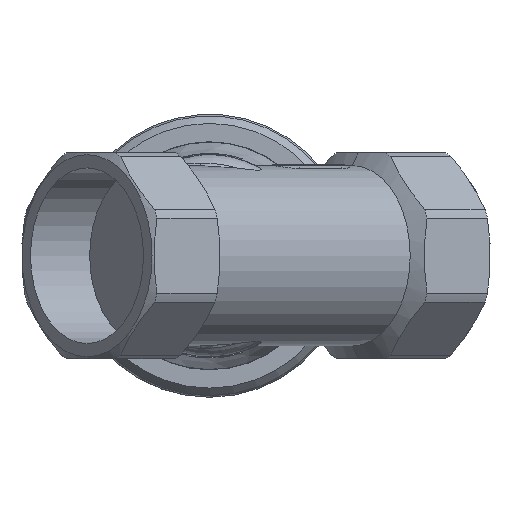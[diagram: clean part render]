
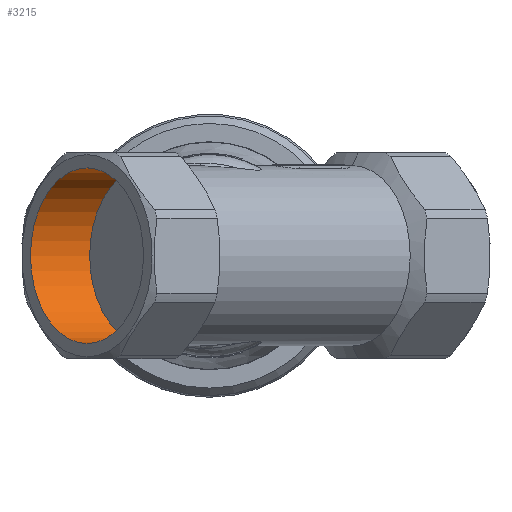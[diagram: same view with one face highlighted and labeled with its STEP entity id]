
A CAD part, front view. The second image highlights one B-rep face of the part: STEP entity #3215.
In plain terms, the highlighted cylindrical face has radius 23.9 mm (diameter 47.8 mm), a partial arc.
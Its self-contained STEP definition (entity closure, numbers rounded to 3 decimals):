
#84 = CARTESIAN_POINT ( 'NONE',  ( -158.457, -205.865, 1.5 ) ) ;
#389 = EDGE_CURVE ( 'NONE', #12259, #10373, #10147, .T. ) ;
#832 = ORIENTED_EDGE ( 'NONE', *, *, #389, .T. ) ;
#979 = AXIS2_PLACEMENT_3D ( 'NONE', #26149, #20758, #18106 ) ;
#1019 = DIRECTION ( 'NONE',  ( 0., 0., 1. ) ) ;
#2200 = EDGE_LOOP ( 'NONE', ( #9594, #12626, #16993, #832 ) ) ;
#3215 = ADVANCED_FACE ( 'NONE', ( #23966 ), #25140, .F. ) ;
#3701 = DIRECTION ( 'NONE',  ( -0.766, -0.643, 0. ) ) ;
#3844 = CARTESIAN_POINT ( 'NONE',  ( -158.457, -205.865, -22.4 ) ) ;
#4681 = AXIS2_PLACEMENT_3D ( 'NONE', #84, #20899, #18238 ) ;
#5229 = VECTOR ( 'NONE', #8322, 1000. ) ;
#6376 = CARTESIAN_POINT ( 'NONE',  ( -142.37, -192.367, 1.5 ) ) ;
#6859 = VECTOR ( 'NONE', #14389, 1000. ) ;
#7629 = AXIS2_PLACEMENT_3D ( 'NONE', #6376, #3701, #1019 ) ;
#8322 = DIRECTION ( 'NONE',  ( -0.766, -0.643, 0. ) ) ;
#9129 = EDGE_CURVE ( 'NONE', #9717, #10373, #16364, .T. ) ;
#9594 = ORIENTED_EDGE ( 'NONE', *, *, #9129, .F. ) ;
#9717 = VERTEX_POINT ( 'NONE', #23784 ) ;
#10147 = CIRCLE ( 'NONE', #4681, 23.9 ) ;
#10373 = VERTEX_POINT ( 'NONE', #3844 ) ;
#10523 = EDGE_CURVE ( 'NONE', #22328, #12259, #19751, .T. ) ;
#11026 = CARTESIAN_POINT ( 'NONE',  ( -142.37, -192.367, -22.4 ) ) ;
#12259 = VERTEX_POINT ( 'NONE', #25738 ) ;
#12626 = ORIENTED_EDGE ( 'NONE', *, *, #12882, .F. ) ;
#12882 = EDGE_CURVE ( 'NONE', #22328, #9717, #24992, .T. ) ;
#14389 = DIRECTION ( 'NONE',  ( -0.766, -0.643, 0. ) ) ;
#16364 = LINE ( 'NONE', #11026, #5229 ) ;
#16993 = ORIENTED_EDGE ( 'NONE', *, *, #10523, .T. ) ;
#17075 = CARTESIAN_POINT ( 'NONE',  ( -142.37, -192.367, 25.4 ) ) ;
#17147 = CARTESIAN_POINT ( 'NONE',  ( -142.37, -192.367, 25.4 ) ) ;
#18106 = DIRECTION ( 'NONE',  ( 0., 0., 1. ) ) ;
#18238 = DIRECTION ( 'NONE',  ( 0., 0., 1. ) ) ;
#19751 = LINE ( 'NONE', #17075, #6859 ) ;
#20758 = DIRECTION ( 'NONE',  ( -0.766, -0.643, 0. ) ) ;
#20899 = DIRECTION ( 'NONE',  ( -0.766, -0.643, 0. ) ) ;
#22328 = VERTEX_POINT ( 'NONE', #17147 ) ;
#23784 = CARTESIAN_POINT ( 'NONE',  ( -142.37, -192.367, -22.4 ) ) ;
#23966 = FACE_OUTER_BOUND ( 'NONE', #2200, .T. ) ;
#24992 = CIRCLE ( 'NONE', #7629, 23.9 ) ;
#25140 = CYLINDRICAL_SURFACE ( 'NONE', #979, 23.9 ) ;
#25738 = CARTESIAN_POINT ( 'NONE',  ( -158.457, -205.865, 25.4 ) ) ;
#26149 = CARTESIAN_POINT ( 'NONE',  ( -142.37, -192.367, 1.5 ) ) ;
